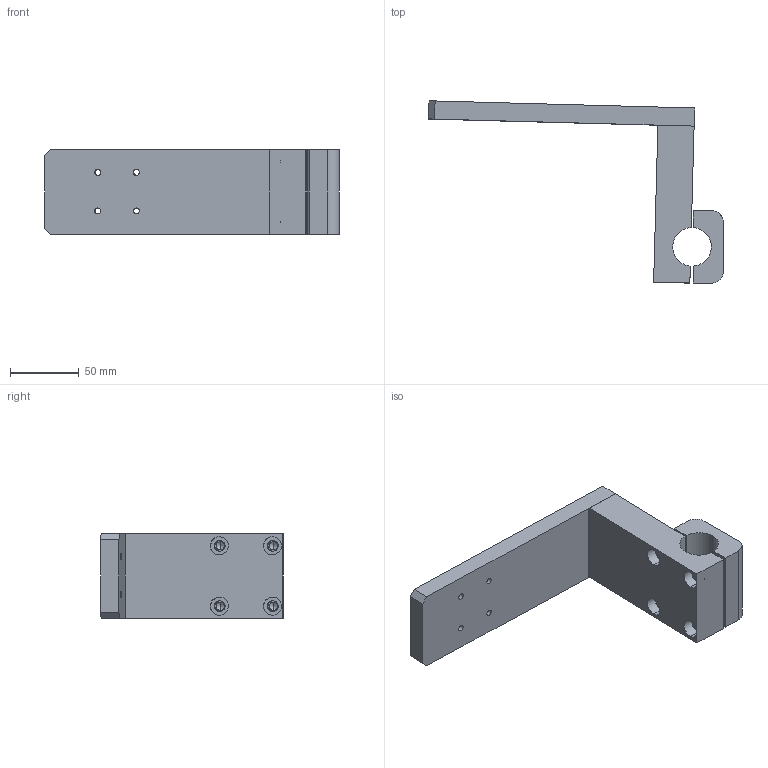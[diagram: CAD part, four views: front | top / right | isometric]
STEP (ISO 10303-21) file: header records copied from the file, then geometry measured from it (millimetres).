
FILE_DESCRIPTION(('FreeCAD Model'),'2;1');
FILE_NAME('Open CASCADE Shape Model','2025-05-05T06:12:00',('FreeCAD'),( 'FreeCAD'),'Open CASCADE STEP processor 7.6','FreeCAD','Unknown');
FILE_SCHEMA(('AUTOMOTIVE_DESIGN { 1 0 10303 214 1 1 1 1 }'));
Length unit declared in the file: millimetre
Products named in the file (1): Open CASCADE STEP translator 7.6 1
Bounding box: 215.03 x 132.9 x 61.64 mm (x, y, z)
Volume: 363322.8 mm3; surface area: 71888.2 mm2
Topology: 3 solids, 3 shells, 89 faces, 219 edges, 136 vertices
Faces by surface type: bspline 89
Entity records: 2781 total; most frequent: CARTESIAN_POINT 1535, ORIENTED_EDGE 414, EDGE_CURVE 207, VERTEX_POINT 136, FACE_BOUND 121, EDGE_LOOP 121, B_SPLINE_CURVE_WITH_KNOTS 109, ADVANCED_FACE 89
